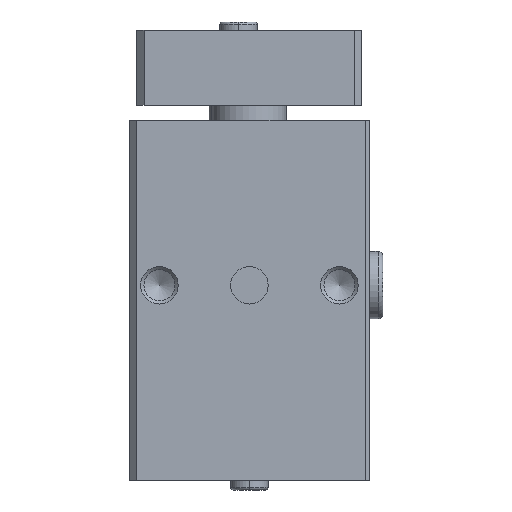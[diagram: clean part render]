
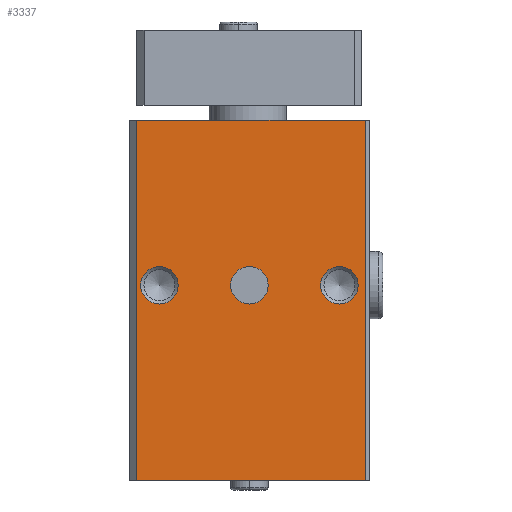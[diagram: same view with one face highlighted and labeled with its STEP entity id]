
A CAD part, left-side view. The second image highlights one B-rep face of the part: STEP entity #3337.
In plain terms, the highlighted face is planar.
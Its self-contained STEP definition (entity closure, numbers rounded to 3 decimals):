
#244=LINE('',#5306,#438);
#245=LINE('',#5309,#439);
#246=LINE('',#5311,#440);
#247=LINE('',#5313,#441);
#438=VECTOR('',#4143,1000.);
#439=VECTOR('',#4144,1000.);
#440=VECTOR('',#4145,1000.);
#441=VECTOR('',#4146,1000.);
#636=ORIENTED_EDGE('',*,*,#1526,.T.);
#637=ORIENTED_EDGE('',*,*,#1527,.T.);
#638=ORIENTED_EDGE('',*,*,#1528,.T.);
#639=ORIENTED_EDGE('',*,*,#1529,.F.);
#640=ORIENTED_EDGE('',*,*,#1530,.F.);
#641=ORIENTED_EDGE('',*,*,#1531,.T.);
#642=ORIENTED_EDGE('',*,*,#1532,.T.);
#1526=EDGE_CURVE('',#1971,#1971,#2294,.T.);
#1527=EDGE_CURVE('',#1972,#1972,#2295,.T.);
#1528=EDGE_CURVE('',#1973,#1973,#2296,.T.);
#1529=EDGE_CURVE('',#1974,#1975,#244,.T.);
#1530=EDGE_CURVE('',#1976,#1974,#245,.T.);
#1531=EDGE_CURVE('',#1976,#1977,#246,.T.);
#1532=EDGE_CURVE('',#1977,#1975,#247,.T.);
#1971=VERTEX_POINT('',#5301);
#1972=VERTEX_POINT('',#5303);
#1973=VERTEX_POINT('',#5305);
#1974=VERTEX_POINT('',#5307);
#1975=VERTEX_POINT('',#5308);
#1976=VERTEX_POINT('',#5310);
#1977=VERTEX_POINT('',#5312);
#2294=CIRCLE('',#3635,2.5);
#2295=CIRCLE('',#3636,2.5);
#2296=CIRCLE('',#3637,2.5);
#2534=EDGE_LOOP('',(#636));
#2535=EDGE_LOOP('',(#637));
#2536=EDGE_LOOP('',(#638));
#2537=EDGE_LOOP('',(#639,#640,#641,#642));
#2888=FACE_BOUND('',#2534,.T.);
#2889=FACE_BOUND('',#2535,.T.);
#2890=FACE_BOUND('',#2536,.T.);
#2891=FACE_BOUND('',#2537,.T.);
#3246=PLANE('',#3634);
#3337=ADVANCED_FACE('',(#2888,#2889,#2890,#2891),#3246,.T.);
#3634=AXIS2_PLACEMENT_3D('',#5299,#4135,#4136);
#3635=AXIS2_PLACEMENT_3D('',#5300,#4137,#4138);
#3636=AXIS2_PLACEMENT_3D('',#5302,#4139,#4140);
#3637=AXIS2_PLACEMENT_3D('',#5304,#4141,#4142);
#4135=DIRECTION('',(0.,0.,1.));
#4136=DIRECTION('',(1.,0.,0.));
#4137=DIRECTION('',(0.,0.,-1.));
#4138=DIRECTION('',(-1.,0.,0.));
#4139=DIRECTION('',(0.,0.,-1.));
#4140=DIRECTION('',(-1.,0.,0.));
#4141=DIRECTION('',(0.,0.,-1.));
#4142=DIRECTION('',(-1.,0.,0.));
#4143=DIRECTION('',(0.,-1.,0.));
#4144=DIRECTION('',(1.,0.,0.));
#4145=DIRECTION('',(0.,-1.,0.));
#4146=DIRECTION('',(1.,0.,0.));
#5299=CARTESIAN_POINT('',(-48.,14.6,33.5));
#5300=CARTESIAN_POINT('',(-22.,-1.45,33.5));
#5301=CARTESIAN_POINT('',(-24.5,-1.45,33.5));
#5302=CARTESIAN_POINT('',(-22.,10.55,33.5));
#5303=CARTESIAN_POINT('',(-24.5,10.55,33.5));
#5304=CARTESIAN_POINT('',(-22.,-13.45,33.5));
#5305=CARTESIAN_POINT('',(-24.5,-13.45,33.5));
#5306=CARTESIAN_POINT('',(0.,14.6,33.5));
#5307=CARTESIAN_POINT('',(0.,13.6,33.5));
#5308=CARTESIAN_POINT('',(0.,-16.9,33.5));
#5309=CARTESIAN_POINT('',(-48.,13.6,33.5));
#5310=CARTESIAN_POINT('',(-48.,13.6,33.5));
#5311=CARTESIAN_POINT('',(-48.,14.6,33.5));
#5312=CARTESIAN_POINT('',(-48.,-16.9,33.5));
#5313=CARTESIAN_POINT('',(-48.,-16.9,33.5));
